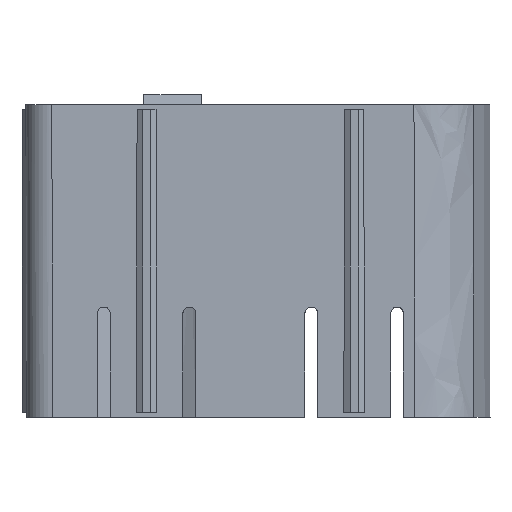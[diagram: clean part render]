
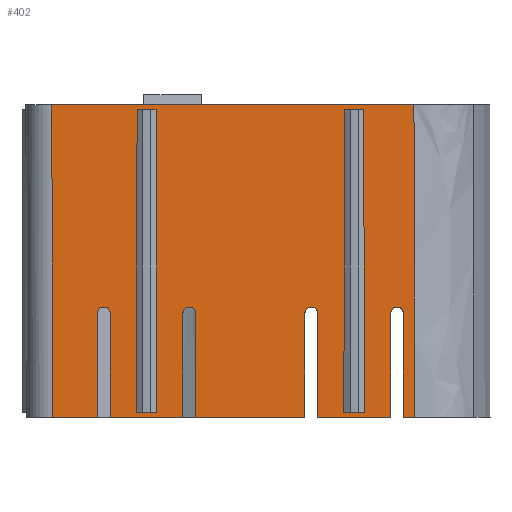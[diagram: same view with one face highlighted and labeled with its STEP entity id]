
A CAD part, front view. The second image highlights one B-rep face of the part: STEP entity #402.
In plain terms, the highlighted planar face has unit normal (0, -1, -0.002).
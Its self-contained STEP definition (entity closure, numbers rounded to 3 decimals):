
#131=FACE_BOUND('',#1238,.T.);
#132=FACE_BOUND('',#1239,.T.);
#133=FACE_BOUND('',#1240,.T.);
#402=ADVANCED_FACE('',(#131,#132,#133),#690,.F.);
#690=PLANE('',#6508);
#1238=EDGE_LOOP('',(#2047,#2048,#2049,#2050));
#1239=EDGE_LOOP('',(#2051,#2052,#2053,#2054));
#1240=EDGE_LOOP('',(#2055,#2056,#2057,#2058,#2059,#2060,#2061,#2062,#2063,
#2064,#2065,#2066,#2067,#2068,#2069,#2070,#2071,#2072,#2073,#2074));
#1538=ELLIPSE('',#6503,0.25,0.25);
#1539=ELLIPSE('',#6504,2554.605,5.3);
#1540=ELLIPSE('',#6505,0.25,0.25);
#1541=ELLIPSE('',#6506,0.25,0.25);
#1542=ELLIPSE('',#6507,0.25,0.25);
#2047=ORIENTED_EDGE('',*,*,#4456,.T.);
#2048=ORIENTED_EDGE('',*,*,#4457,.F.);
#2049=ORIENTED_EDGE('',*,*,#4458,.T.);
#2050=ORIENTED_EDGE('',*,*,#4459,.F.);
#2051=ORIENTED_EDGE('',*,*,#4460,.T.);
#2052=ORIENTED_EDGE('',*,*,#4461,.F.);
#2053=ORIENTED_EDGE('',*,*,#4462,.T.);
#2054=ORIENTED_EDGE('',*,*,#4463,.F.);
#2055=ORIENTED_EDGE('',*,*,#4464,.F.);
#2056=ORIENTED_EDGE('',*,*,#4465,.F.);
#2057=ORIENTED_EDGE('',*,*,#4466,.F.);
#2058=ORIENTED_EDGE('',*,*,#4467,.F.);
#2059=ORIENTED_EDGE('',*,*,#4468,.T.);
#2060=ORIENTED_EDGE('',*,*,#4302,.T.);
#2061=ORIENTED_EDGE('',*,*,#4469,.T.);
#2062=ORIENTED_EDGE('',*,*,#4445,.T.);
#2063=ORIENTED_EDGE('',*,*,#4470,.T.);
#2064=ORIENTED_EDGE('',*,*,#4471,.F.);
#2065=ORIENTED_EDGE('',*,*,#4472,.F.);
#2066=ORIENTED_EDGE('',*,*,#4451,.F.);
#2067=ORIENTED_EDGE('',*,*,#4473,.F.);
#2068=ORIENTED_EDGE('',*,*,#4474,.F.);
#2069=ORIENTED_EDGE('',*,*,#4475,.F.);
#2070=ORIENTED_EDGE('',*,*,#4476,.F.);
#2071=ORIENTED_EDGE('',*,*,#4477,.T.);
#2072=ORIENTED_EDGE('',*,*,#4478,.F.);
#2073=ORIENTED_EDGE('',*,*,#4479,.F.);
#2074=ORIENTED_EDGE('',*,*,#4440,.F.);
#3664=VERTEX_POINT('',#9382);
#3665=VERTEX_POINT('',#9384);
#3773=VERTEX_POINT('',#9739);
#3776=VERTEX_POINT('',#9744);
#3779=VERTEX_POINT('',#9754);
#3780=VERTEX_POINT('',#9756);
#3782=VERTEX_POINT('',#9762);
#3785=VERTEX_POINT('',#9767);
#3790=VERTEX_POINT('',#9780);
#3791=VERTEX_POINT('',#9781);
#3792=VERTEX_POINT('',#9783);
#3793=VERTEX_POINT('',#9785);
#3794=VERTEX_POINT('',#9788);
#3795=VERTEX_POINT('',#9789);
#3796=VERTEX_POINT('',#9791);
#3797=VERTEX_POINT('',#9793);
#3798=VERTEX_POINT('',#9796);
#3799=VERTEX_POINT('',#9798);
#3800=VERTEX_POINT('',#9800);
#3801=VERTEX_POINT('',#9802);
#3802=VERTEX_POINT('',#9806);
#3803=VERTEX_POINT('',#9808);
#3804=VERTEX_POINT('',#9811);
#3805=VERTEX_POINT('',#9813);
#3806=VERTEX_POINT('',#9815);
#3807=VERTEX_POINT('',#9817);
#3808=VERTEX_POINT('',#9819);
#3809=VERTEX_POINT('',#9821);
#4302=EDGE_CURVE('',#3665,#3664,#5182,.T.);
#4440=EDGE_CURVE('',#3776,#3773,#5241,.T.);
#4445=EDGE_CURVE('',#3780,#3779,#5245,.T.);
#4451=EDGE_CURVE('',#3785,#3782,#5249,.T.);
#4456=EDGE_CURVE('',#3790,#3791,#5253,.T.);
#4457=EDGE_CURVE('',#3792,#3791,#5254,.T.);
#4458=EDGE_CURVE('',#3792,#3793,#5255,.T.);
#4459=EDGE_CURVE('',#3790,#3793,#5256,.T.);
#4460=EDGE_CURVE('',#3794,#3795,#5257,.T.);
#4461=EDGE_CURVE('',#3796,#3795,#5258,.T.);
#4462=EDGE_CURVE('',#3796,#3797,#5259,.T.);
#4463=EDGE_CURVE('',#3794,#3797,#5260,.T.);
#4464=EDGE_CURVE('',#3798,#3776,#5261,.T.);
#4465=EDGE_CURVE('',#3799,#3798,#1538,.T.);
#4466=EDGE_CURVE('',#3800,#3799,#5262,.T.);
#4467=EDGE_CURVE('',#3801,#3800,#5263,.T.);
#4468=EDGE_CURVE('',#3801,#3665,#1539,.T.);
#4469=EDGE_CURVE('',#3664,#3780,#5264,.T.);
#4470=EDGE_CURVE('',#3779,#3802,#5265,.T.);
#4471=EDGE_CURVE('',#3803,#3802,#1540,.T.);
#4472=EDGE_CURVE('',#3782,#3803,#5266,.T.);
#4473=EDGE_CURVE('',#3804,#3785,#5267,.T.);
#4474=EDGE_CURVE('',#3805,#3804,#1541,.T.);
#4475=EDGE_CURVE('',#3806,#3805,#5268,.T.);
#4476=EDGE_CURVE('',#3807,#3806,#5269,.T.);
#4477=EDGE_CURVE('',#3807,#3808,#5270,.T.);
#4478=EDGE_CURVE('',#3809,#3808,#1542,.T.);
#4479=EDGE_CURVE('',#3773,#3809,#5271,.T.);
#5182=LINE('',#9383,#5839);
#5241=LINE('',#9745,#5898);
#5245=LINE('',#9755,#5902);
#5249=LINE('',#9768,#5906);
#5253=LINE('',#9779,#5910);
#5254=LINE('',#9782,#5911);
#5255=LINE('',#9784,#5912);
#5256=LINE('',#9786,#5913);
#5257=LINE('',#9787,#5914);
#5258=LINE('',#9790,#5915);
#5259=LINE('',#9792,#5916);
#5260=LINE('',#9794,#5917);
#5261=LINE('',#9795,#5918);
#5262=LINE('',#9799,#5919);
#5263=LINE('',#9801,#5920);
#5264=LINE('',#9804,#5921);
#5265=LINE('',#9805,#5922);
#5266=LINE('',#9809,#5923);
#5267=LINE('',#9810,#5924);
#5268=LINE('',#9814,#5925);
#5269=LINE('',#9816,#5926);
#5270=LINE('',#9818,#5927);
#5271=LINE('',#9822,#5928);
#5839=VECTOR('',#7080,1.);
#5898=VECTOR('',#7295,1.);
#5902=VECTOR('',#7305,1.);
#5906=VECTOR('',#7315,1.);
#5910=VECTOR('',#7325,1.);
#5911=VECTOR('',#7326,1.);
#5912=VECTOR('',#7327,1.);
#5913=VECTOR('',#7328,1.);
#5914=VECTOR('',#7329,1.);
#5915=VECTOR('',#7330,1.);
#5916=VECTOR('',#7331,1.);
#5917=VECTOR('',#7332,1.);
#5918=VECTOR('',#7333,1.);
#5919=VECTOR('',#7336,1.);
#5920=VECTOR('',#7337,1.);
#5921=VECTOR('',#7340,1.);
#5922=VECTOR('',#7341,1.);
#5923=VECTOR('',#7344,1.);
#5924=VECTOR('',#7345,1.);
#5925=VECTOR('',#7348,1.);
#5926=VECTOR('',#7349,1.);
#5927=VECTOR('',#7350,1.);
#5928=VECTOR('',#7353,1.);
#6503=AXIS2_PLACEMENT_3D('',#9797,#7334,#7335);
#6504=AXIS2_PLACEMENT_3D('',#9803,#7338,#7339);
#6505=AXIS2_PLACEMENT_3D('',#9807,#7342,#7343);
#6506=AXIS2_PLACEMENT_3D('',#9812,#7346,#7347);
#6507=AXIS2_PLACEMENT_3D('',#9820,#7351,#7352);
#6508=AXIS2_PLACEMENT_3D('',#9823,#7354,#7355);
#7080=DIRECTION('',(-1.,0.,0.));
#7295=DIRECTION('',(-1.,0.,0.));
#7305=DIRECTION('',(1.,0.,0.));
#7315=DIRECTION('',(-1.,0.,0.));
#7325=DIRECTION('',(0.003,0.002,-1.));
#7326=DIRECTION('',(1.,0.,0.));
#7327=DIRECTION('',(0.003,-0.002,1.));
#7328=DIRECTION('',(-1.,0.,0.));
#7329=DIRECTION('',(0.003,0.002,-1.));
#7330=DIRECTION('',(1.,0.,0.));
#7331=DIRECTION('',(0.003,-0.002,1.));
#7332=DIRECTION('',(-1.,0.,0.));
#7333=DIRECTION('',(0.,0.002,-1.));
#7334=DIRECTION('',(0.,-1.,-0.002));
#7335=DIRECTION('',(0.,0.002,-1.));
#7336=DIRECTION('',(0.,-0.002,1.));
#7337=DIRECTION('',(-1.,0.,0.));
#7338=DIRECTION('',(0.,-1.,-0.002));
#7339=DIRECTION('',(0.,0.002,-1.));
#7340=DIRECTION('',(0.002,0.002,-1.));
#7341=DIRECTION('',(0.,-0.002,1.));
#7342=DIRECTION('',(0.,-1.,-0.002));
#7343=DIRECTION('',(0.,0.002,-1.));
#7344=DIRECTION('',(0.,-0.002,1.));
#7345=DIRECTION('',(0.,0.002,-1.));
#7346=DIRECTION('',(0.,-1.,-0.002));
#7347=DIRECTION('',(0.,0.002,-1.));
#7348=DIRECTION('',(0.,-0.002,1.));
#7349=DIRECTION('',(-1.,0.,0.));
#7350=DIRECTION('',(0.,-0.002,1.));
#7351=DIRECTION('',(0.,-1.,-0.002));
#7352=DIRECTION('',(0.,0.002,-1.));
#7353=DIRECTION('',(0.,-0.002,1.));
#7354=DIRECTION('',(0.,1.,0.002));
#7355=DIRECTION('',(0.,-0.002,1.));
#9382=CARTESIAN_POINT('',(-11.65,-4.651,1.609));
#9383=CARTESIAN_POINT('',(20.,-4.651,1.609));
#9384=CARTESIAN_POINT('',(2.304,-4.651,1.609));
#9739=CARTESIAN_POINT('',(-1.4,-4.626,-10.441));
#9744=CARTESIAN_POINT('',(1.4,-4.626,-10.441));
#9745=CARTESIAN_POINT('',(20.,-4.626,-10.441));
#9754=CARTESIAN_POINT('',(-9.9,-4.626,-10.441));
#9755=CARTESIAN_POINT('',(20.,-4.626,-10.441));
#9756=CARTESIAN_POINT('',(-11.625,-4.626,-10.441));
#9762=CARTESIAN_POINT('',(-9.4,-4.626,-10.441));
#9767=CARTESIAN_POINT('',(-6.6,-4.626,-10.441));
#9768=CARTESIAN_POINT('',(20.,-4.626,-10.441));
#9779=CARTESIAN_POINT('',(0.364,-4.651,1.551));
#9780=CARTESIAN_POINT('',(0.365,-4.65,1.409));
#9781=CARTESIAN_POINT('',(0.399,-4.626,-10.241));
#9782=CARTESIAN_POINT('',(20.,-4.626,-10.241));
#9783=CARTESIAN_POINT('',(-0.399,-4.626,-10.241));
#9784=CARTESIAN_POINT('',(-0.364,-4.651,1.669));
#9785=CARTESIAN_POINT('',(-0.365,-4.65,1.409));
#9786=CARTESIAN_POINT('',(20.,-4.65,1.409));
#9787=CARTESIAN_POINT('',(-7.636,-4.651,1.527));
#9788=CARTESIAN_POINT('',(-7.635,-4.65,1.409));
#9789=CARTESIAN_POINT('',(-7.601,-4.626,-10.241));
#9790=CARTESIAN_POINT('',(20.,-4.626,-10.241));
#9791=CARTESIAN_POINT('',(-8.399,-4.626,-10.241));
#9792=CARTESIAN_POINT('',(-8.364,-4.651,1.693));
#9793=CARTESIAN_POINT('',(-8.365,-4.65,1.409));
#9794=CARTESIAN_POINT('',(20.,-4.65,1.409));
#9795=CARTESIAN_POINT('',(1.4,-4.651,1.609));
#9796=CARTESIAN_POINT('',(1.4,-4.634,-6.441));
#9797=CARTESIAN_POINT('',(1.65,-4.634,-6.441));
#9798=CARTESIAN_POINT('',(1.9,-4.634,-6.441));
#9799=CARTESIAN_POINT('',(1.9,-4.651,1.609));
#9800=CARTESIAN_POINT('',(1.9,-4.626,-10.441));
#9801=CARTESIAN_POINT('',(20.,-4.626,-10.441));
#9802=CARTESIAN_POINT('',(2.315,-4.626,-10.441));
#9803=CARTESIAN_POINT('',(-2.54,-2.501,-1034.694));
#9804=CARTESIAN_POINT('',(-11.625,-4.626,-10.439));
#9805=CARTESIAN_POINT('',(-9.9,-4.651,1.609));
#9806=CARTESIAN_POINT('',(-9.9,-4.634,-6.441));
#9807=CARTESIAN_POINT('',(-9.65,-4.634,-6.441));
#9808=CARTESIAN_POINT('',(-9.4,-4.634,-6.441));
#9809=CARTESIAN_POINT('',(-9.4,-4.651,1.609));
#9810=CARTESIAN_POINT('',(-6.6,-4.651,1.609));
#9811=CARTESIAN_POINT('',(-6.6,-4.634,-6.441));
#9812=CARTESIAN_POINT('',(-6.35,-4.634,-6.441));
#9813=CARTESIAN_POINT('',(-6.1,-4.634,-6.441));
#9814=CARTESIAN_POINT('',(-6.1,-4.651,1.609));
#9815=CARTESIAN_POINT('',(-6.1,-4.626,-10.441));
#9816=CARTESIAN_POINT('',(20.,-4.626,-10.441));
#9817=CARTESIAN_POINT('',(-1.9,-4.626,-10.441));
#9818=CARTESIAN_POINT('',(-1.9,-4.651,1.609));
#9819=CARTESIAN_POINT('',(-1.9,-4.634,-6.441));
#9820=CARTESIAN_POINT('',(-1.65,-4.634,-6.441));
#9821=CARTESIAN_POINT('',(-1.4,-4.634,-6.441));
#9822=CARTESIAN_POINT('',(-1.4,-4.651,1.609));
#9823=CARTESIAN_POINT('',(20.,-4.651,1.609));
